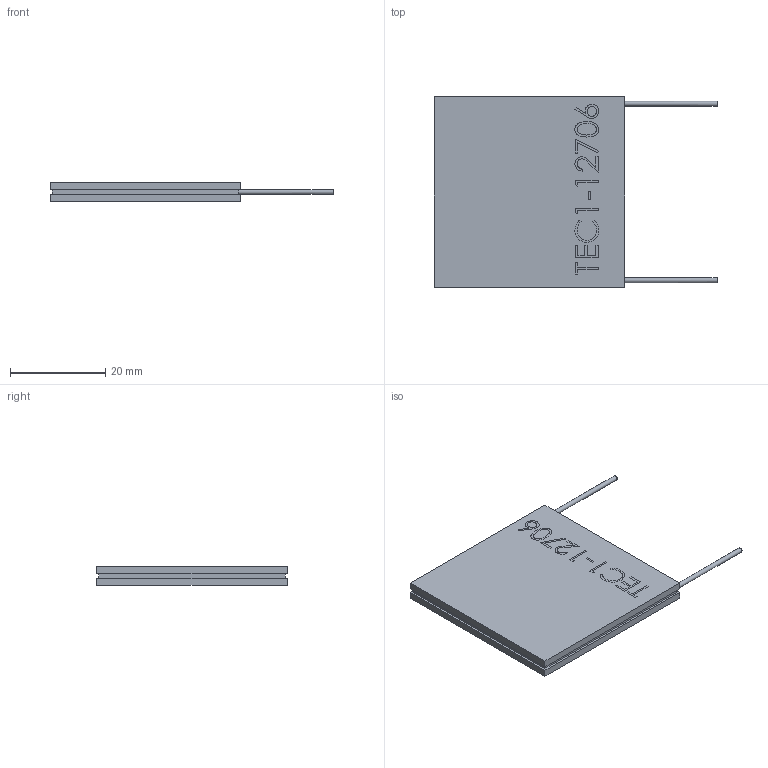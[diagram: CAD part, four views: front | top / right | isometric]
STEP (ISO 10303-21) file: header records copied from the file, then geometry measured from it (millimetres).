
FILE_DESCRIPTION(/* description */ (''),/* implementation_level */ '2;1');
FILE_NAME(/* name */ 'TECC1-12706.step',/* time_stamp */ '2019-09-06T12:03:56-05:00',/* author */ (''),/* organization */ (''),/* preprocessor_version */ 'ST-DEVELOPER v18',/* originating_system */ 'Autodesk Translation Framework v8.6.0.1094',/* authorisation */ '');
FILE_SCHEMA (('AUTOMOTIVE_DESIGN { 1 0 10303 214 3 1 1 }'));
Length unit declared in the file: millimetre
Products named in the file (1): (Unsaved)
Bounding box: 59.5 x 40 x 3.9 mm (x, y, z)
Volume: 6200.2 mm3; surface area: 4101.7 mm2
Topology: 1 solids, 1 shells, 38 faces, 160 edges, 136 vertices
Faces by surface type: plane 34, cylinder 2, torus 2
Full cylindrical faces by diameter (mm): 1 x2
Entity records: 3323 total; most frequent: CARTESIAN_POINT 1877, ORIENTED_EDGE 320, DIRECTION 225, EDGE_CURVE 160, VERTEX_POINT 136, LINE 107, VECTOR 107, AXIS2_PLACEMENT_3D 59
